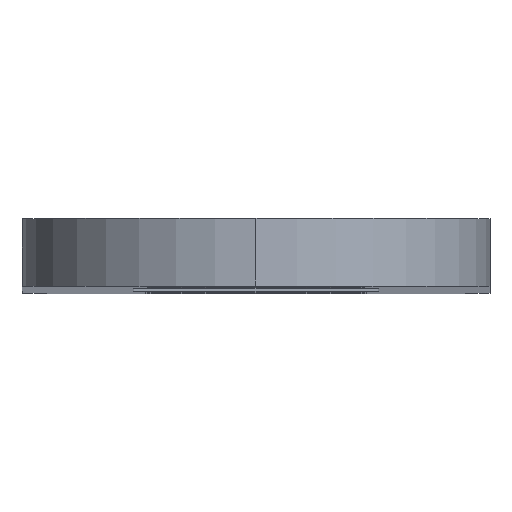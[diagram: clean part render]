
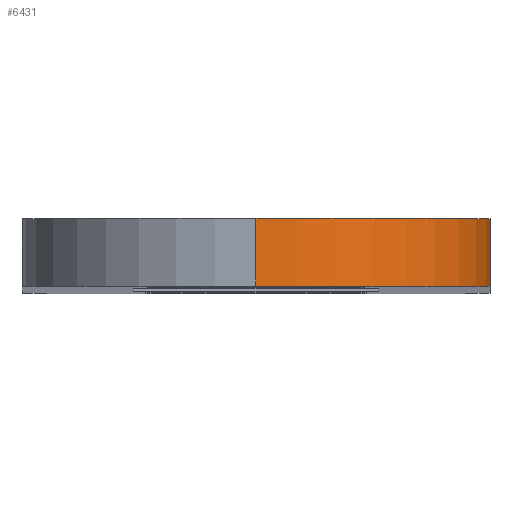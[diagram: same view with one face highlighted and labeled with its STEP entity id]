
A CAD part, top view. The second image highlights one B-rep face of the part: STEP entity #6431.
In plain terms, the highlighted cylindrical face has radius 6.9 mm (diameter 13.8 mm), a partial arc.
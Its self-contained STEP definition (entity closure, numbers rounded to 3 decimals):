
#137 = LINE ( 'NONE', #3093, #13102 ) ;
#683 = CARTESIAN_POINT ( 'NONE',  ( 0., 1., 58.1 ) ) ;
#1266 = CARTESIAN_POINT ( 'NONE',  ( 0., -1., 58.1 ) ) ;
#1652 = DIRECTION ( 'NONE',  ( 0., 0., -1. ) ) ;
#1895 = DIRECTION ( 'NONE',  ( 0., 0., -1. ) ) ;
#2149 = DIRECTION ( 'NONE',  ( 0., -1., 0. ) ) ;
#3093 = CARTESIAN_POINT ( 'NONE',  ( 0., 1., 65. ) ) ;
#3674 = AXIS2_PLACEMENT_3D ( 'NONE', #683, #9982, #1652 ) ;
#4103 = VERTEX_POINT ( 'NONE', #10366 ) ;
#4389 = DIRECTION ( 'NONE',  ( 0., -1., 0. ) ) ;
#4921 = EDGE_LOOP ( 'NONE', ( #10092, #5468, #12545, #10048 ) ) ;
#5421 = EDGE_CURVE ( 'NONE', #10308, #4103, #7016, .T. ) ;
#5468 = ORIENTED_EDGE ( 'NONE', *, *, #5421, .F. ) ;
#5533 = VERTEX_POINT ( 'NONE', #10033 ) ;
#6431 = ADVANCED_FACE ( 'NONE', ( #9533 ), #9218, .T. ) ;
#7016 = CIRCLE ( 'NONE', #3674, 6.9 ) ;
#7058 = DIRECTION ( 'NONE',  ( 0., -1., 0. ) ) ;
#7259 = DIRECTION ( 'NONE',  ( 0., 1., 0. ) ) ;
#7327 = VECTOR ( 'NONE', #2149, 1000. ) ;
#7333 = AXIS2_PLACEMENT_3D ( 'NONE', #9098, #7058, #1895 ) ;
#8153 = CARTESIAN_POINT ( 'NONE',  ( 0., 1., 65. ) ) ;
#8399 = CARTESIAN_POINT ( 'NONE',  ( 6.9, -1., 58.1 ) ) ;
#9098 = CARTESIAN_POINT ( 'NONE',  ( 0., 0., 58.1 ) ) ;
#9218 = CYLINDRICAL_SURFACE ( 'NONE', #7333, 6.9 ) ;
#9533 = FACE_OUTER_BOUND ( 'NONE', #4921, .T. ) ;
#9687 = EDGE_CURVE ( 'NONE', #4103, #10666, #10382, .T. ) ;
#9879 = CIRCLE ( 'NONE', #10789, 6.9 ) ;
#9982 = DIRECTION ( 'NONE',  ( 0., 1., 0. ) ) ;
#10033 = CARTESIAN_POINT ( 'NONE',  ( 0., -1., 65. ) ) ;
#10048 = ORIENTED_EDGE ( 'NONE', *, *, #10434, .F. ) ;
#10092 = ORIENTED_EDGE ( 'NONE', *, *, #9687, .F. ) ;
#10239 = EDGE_CURVE ( 'NONE', #5533, #10308, #137, .T. ) ;
#10308 = VERTEX_POINT ( 'NONE', #8153 ) ;
#10366 = CARTESIAN_POINT ( 'NONE',  ( 6.9, 1., 58.1 ) ) ;
#10382 = LINE ( 'NONE', #8399, #7327 ) ;
#10408 = DIRECTION ( 'NONE',  ( 0., 0., 1. ) ) ;
#10434 = EDGE_CURVE ( 'NONE', #10666, #5533, #9879, .T. ) ;
#10666 = VERTEX_POINT ( 'NONE', #12137 ) ;
#10789 = AXIS2_PLACEMENT_3D ( 'NONE', #1266, #4389, #10408 ) ;
#12137 = CARTESIAN_POINT ( 'NONE',  ( 6.9, -1., 58.1 ) ) ;
#12545 = ORIENTED_EDGE ( 'NONE', *, *, #10239, .F. ) ;
#13102 = VECTOR ( 'NONE', #7259, 1000. ) ;
